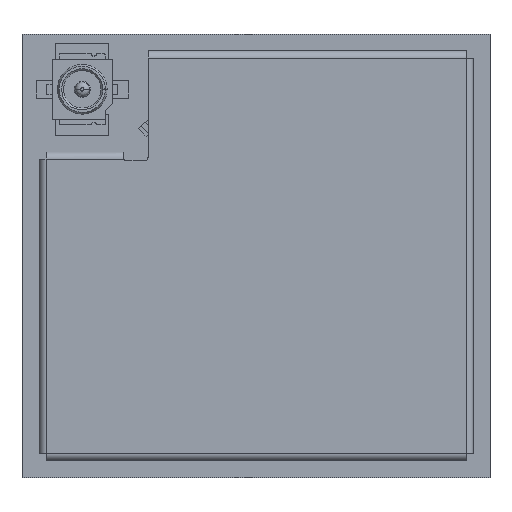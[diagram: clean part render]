
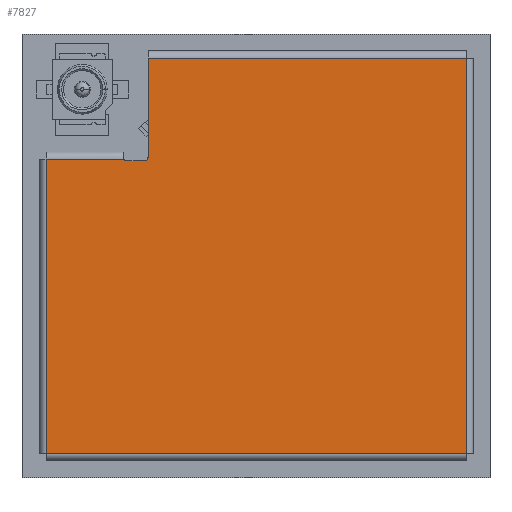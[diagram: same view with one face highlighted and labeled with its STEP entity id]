
A CAD part, top view. The second image highlights one B-rep face of the part: STEP entity #7827.
In plain terms, the highlighted face is planar.
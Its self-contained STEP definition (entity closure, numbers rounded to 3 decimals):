
#1510 = ORIENTED_EDGE ( 'NONE', *, *, #54221, .T. ) ;
#2095 = VECTOR ( 'NONE', #18835, 1000. ) ;
#2394 = VERTEX_POINT ( 'NONE', #60081 ) ;
#5641 = EDGE_CURVE ( 'NONE', #53958, #36177, #57758, .T. ) ;
#6889 = ORIENTED_EDGE ( 'NONE', *, *, #64154, .T. ) ;
#7558 = CARTESIAN_POINT ( 'NONE',  ( 3.075, 1.6, -10.55 ) ) ;
#7827 = ADVANCED_FACE ( 'NONE', ( #51117 ), #31814, .F. ) ;
#8074 = VECTOR ( 'NONE', #16701, 1000. ) ;
#13342 = CARTESIAN_POINT ( 'NONE',  ( 0., 1.6, -10.5 ) ) ;
#13760 = CIRCLE ( 'NONE', #57589, 0.1 ) ;
#15180 = AXIS2_PLACEMENT_3D ( 'NONE', #16182, #21408, #36055 ) ;
#15434 = CARTESIAN_POINT ( 'NONE',  ( 2.975, 1.6, -10.55 ) ) ;
#16182 = CARTESIAN_POINT ( 'NONE',  ( 0., 1.6, 0. ) ) ;
#16252 = DIRECTION ( 'NONE',  ( -1., 0., 0. ) ) ;
#16279 = CARTESIAN_POINT ( 'NONE',  ( 0.2, 1.6, -10.5 ) ) ;
#16701 = DIRECTION ( 'NONE',  ( 0., 0., 1. ) ) ;
#17301 = VERTEX_POINT ( 'NONE', #63438 ) ;
#18835 = DIRECTION ( 'NONE',  ( 0., 0., 1. ) ) ;
#20683 = EDGE_CURVE ( 'NONE', #2394, #42974, #30528, .T. ) ;
#20734 = VERTEX_POINT ( 'NONE', #38808 ) ;
#21160 = CARTESIAN_POINT ( 'NONE',  ( 2.388, 1.6, -10.5 ) ) ;
#21408 = DIRECTION ( 'NONE',  ( 0., -1., 0. ) ) ;
#21514 = CARTESIAN_POINT ( 'NONE',  ( 12.05, 1.6, -13.35 ) ) ;
#21563 = VECTOR ( 'NONE', #34140, 1000. ) ;
#21673 = CARTESIAN_POINT ( 'NONE',  ( 2.475, 1.6, -10.45 ) ) ;
#21797 = CARTESIAN_POINT ( 'NONE',  ( 0., 1.6, -2.2 ) ) ;
#21969 = ORIENTED_EDGE ( 'NONE', *, *, #20683, .T. ) ;
#24329 = ORIENTED_EDGE ( 'NONE', *, *, #56648, .T. ) ;
#24750 = DIRECTION ( 'NONE',  ( -1., 0., 0. ) ) ;
#25598 = DIRECTION ( 'NONE',  ( 0., -1., 0. ) ) ;
#26511 = DIRECTION ( 'NONE',  ( 0., -1., 0. ) ) ;
#29070 = VECTOR ( 'NONE', #24750, 1000. ) ;
#30113 = AXIS2_PLACEMENT_3D ( 'NONE', #64143, #25598, #46115 ) ;
#30116 = VECTOR ( 'NONE', #41668, 1000. ) ;
#30376 = EDGE_CURVE ( 'NONE', #42061, #20734, #44931, .T. ) ;
#30528 = LINE ( 'NONE', #50499, #34556 ) ;
#30652 = EDGE_CURVE ( 'NONE', #36177, #17301, #44997, .T. ) ;
#31052 = ORIENTED_EDGE ( 'NONE', *, *, #5641, .T. ) ;
#31814 = PLANE ( 'NONE',  #15180 ) ;
#33229 = CARTESIAN_POINT ( 'NONE',  ( 3.075, 1.6, -13.35 ) ) ;
#33785 = ORIENTED_EDGE ( 'NONE', *, *, #58139, .T. ) ;
#34140 = DIRECTION ( 'NONE',  ( 1., 0., 0. ) ) ;
#34467 = CARTESIAN_POINT ( 'NONE',  ( 2.055, 1.6, -10.45 ) ) ;
#34556 = VECTOR ( 'NONE', #60599, 1000. ) ;
#35267 = VERTEX_POINT ( 'NONE', #7558 ) ;
#35798 = CARTESIAN_POINT ( 'NONE',  ( 0., 1.6, -13.35 ) ) ;
#36055 = DIRECTION ( 'NONE',  ( 0., 0., -1. ) ) ;
#36177 = VERTEX_POINT ( 'NONE', #16279 ) ;
#38808 = CARTESIAN_POINT ( 'NONE',  ( 2.975, 1.6, -10.45 ) ) ;
#41460 = CARTESIAN_POINT ( 'NONE',  ( 3.075, 1.6, 0. ) ) ;
#41668 = DIRECTION ( 'NONE',  ( 1., 0., 0. ) ) ;
#42061 = VERTEX_POINT ( 'NONE', #21673 ) ;
#42459 = EDGE_CURVE ( 'NONE', #56399, #35267, #55540, .T. ) ;
#42974 = VERTEX_POINT ( 'NONE', #21514 ) ;
#44699 = CIRCLE ( 'NONE', #30113, 0.1 ) ;
#44839 = VECTOR ( 'NONE', #16252, 1000. ) ;
#44931 = LINE ( 'NONE', #34467, #21563 ) ;
#44997 = LINE ( 'NONE', #59256, #2095 ) ;
#45399 = EDGE_LOOP ( 'NONE', ( #64373, #33785, #45879, #6889, #31052, #55202, #1510, #21969, #24329 ) ) ;
#45794 = DIRECTION ( 'NONE',  ( 0., 0., -1. ) ) ;
#45879 = ORIENTED_EDGE ( 'NONE', *, *, #30376, .F. ) ;
#46115 = DIRECTION ( 'NONE',  ( 0., 0., -1. ) ) ;
#50499 = CARTESIAN_POINT ( 'NONE',  ( 12.05, 1.6, 0. ) ) ;
#51117 = FACE_OUTER_BOUND ( 'NONE', #45399, .T. ) ;
#52155 = LINE ( 'NONE', #35798, #44839 ) ;
#53958 = VERTEX_POINT ( 'NONE', #21160 ) ;
#54221 = EDGE_CURVE ( 'NONE', #17301, #2394, #57037, .T. ) ;
#55202 = ORIENTED_EDGE ( 'NONE', *, *, #30652, .T. ) ;
#55540 = LINE ( 'NONE', #41460, #8074 ) ;
#56399 = VERTEX_POINT ( 'NONE', #33229 ) ;
#56648 = EDGE_CURVE ( 'NONE', #42974, #56399, #52155, .T. ) ;
#57037 = LINE ( 'NONE', #21797, #30116 ) ;
#57589 = AXIS2_PLACEMENT_3D ( 'NONE', #15434, #26511, #45794 ) ;
#57758 = LINE ( 'NONE', #13342, #29070 ) ;
#58139 = EDGE_CURVE ( 'NONE', #35267, #20734, #13760, .T. ) ;
#59256 = CARTESIAN_POINT ( 'NONE',  ( 0.2, 1.6, 0. ) ) ;
#60081 = CARTESIAN_POINT ( 'NONE',  ( 12.05, 1.6, -2.2 ) ) ;
#60599 = DIRECTION ( 'NONE',  ( 0., 0., -1. ) ) ;
#63438 = CARTESIAN_POINT ( 'NONE',  ( 0.2, 1.6, -2.2 ) ) ;
#64143 = CARTESIAN_POINT ( 'NONE',  ( 2.475, 1.6, -10.55 ) ) ;
#64154 = EDGE_CURVE ( 'NONE', #42061, #53958, #44699, .T. ) ;
#64373 = ORIENTED_EDGE ( 'NONE', *, *, #42459, .T. ) ;
